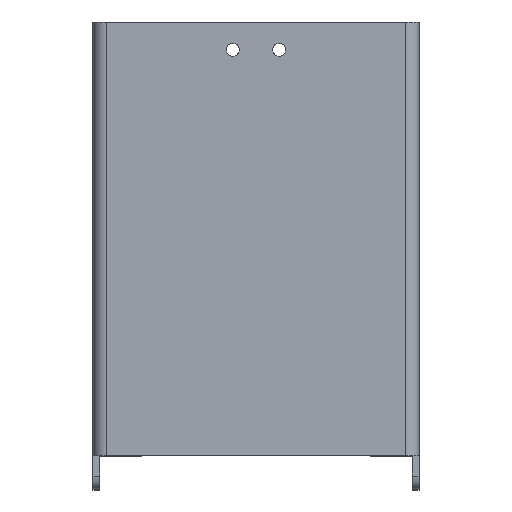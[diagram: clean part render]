
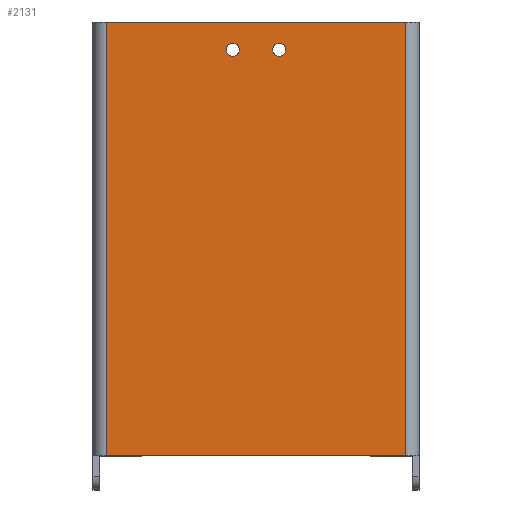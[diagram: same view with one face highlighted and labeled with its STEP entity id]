
A CAD part, top view. The second image highlights one B-rep face of the part: STEP entity #2131.
In plain terms, the highlighted planar face has unit normal (0, 0, 1).
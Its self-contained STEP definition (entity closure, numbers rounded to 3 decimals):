
#23=FACE_BOUND('',#380,.T.);
#24=FACE_BOUND('',#381,.T.);
#43=CIRCLE('',#2196,1.55);
#45=CIRCLE('',#2199,1.55);
#257=FACE_OUTER_BOUND('',#379,.T.);
#379=EDGE_LOOP('',(#1791,#1792,#1793,#1794));
#380=EDGE_LOOP('',(#1795));
#381=EDGE_LOOP('',(#1796));
#602=LINE('',#3560,#818);
#603=LINE('',#3563,#819);
#604=LINE('',#3565,#820);
#605=LINE('',#3566,#821);
#818=VECTOR('',#2910,10.);
#819=VECTOR('',#2913,10.);
#820=VECTOR('',#2914,10.);
#821=VECTOR('',#2915,10.);
#873=VERTEX_POINT('',#3095);
#875=VERTEX_POINT('',#3101);
#1030=VERTEX_POINT('',#3556);
#1031=VERTEX_POINT('',#3558);
#1032=VERTEX_POINT('',#3562);
#1033=VERTEX_POINT('',#3564);
#1083=EDGE_CURVE('',#873,#873,#43,.T.);
#1086=EDGE_CURVE('',#875,#875,#45,.T.);
#1314=EDGE_CURVE('',#1031,#1030,#602,.T.);
#1315=EDGE_CURVE('',#1032,#1031,#603,.T.);
#1316=EDGE_CURVE('',#1033,#1032,#604,.T.);
#1317=EDGE_CURVE('',#1030,#1033,#605,.T.);
#1791=ORIENTED_EDGE('',*,*,#1314,.F.);
#1792=ORIENTED_EDGE('',*,*,#1315,.F.);
#1793=ORIENTED_EDGE('',*,*,#1316,.F.);
#1794=ORIENTED_EDGE('',*,*,#1317,.F.);
#1795=ORIENTED_EDGE('',*,*,#1083,.T.);
#1796=ORIENTED_EDGE('',*,*,#1086,.T.);
#2023=PLANE('',#2341);
#2131=ADVANCED_FACE('',(#257,#23,#24),#2023,.T.);
#2196=AXIS2_PLACEMENT_3D('',#3096,#2459,#2460);
#2199=AXIS2_PLACEMENT_3D('',#3102,#2466,#2467);
#2341=AXIS2_PLACEMENT_3D('',#3561,#2911,#2912);
#2459=DIRECTION('center_axis',(0.,0.,-1.));
#2460=DIRECTION('ref_axis',(1.,0.,0.));
#2466=DIRECTION('center_axis',(0.,0.,-1.));
#2467=DIRECTION('ref_axis',(1.,0.,0.));
#2910=DIRECTION('',(0.,-1.,0.));
#2911=DIRECTION('center_axis',(0.,0.,1.));
#2912=DIRECTION('ref_axis',(-1.,0.,0.));
#2913=DIRECTION('',(1.,0.,0.));
#2914=DIRECTION('',(0.,1.,0.));
#2915=DIRECTION('',(-1.,0.,0.));
#3095=CARTESIAN_POINT('',(121.525,373.4,79.));
#3096=CARTESIAN_POINT('Origin',(123.075,373.4,79.));
#3101=CARTESIAN_POINT('',(132.525,373.4,79.));
#3102=CARTESIAN_POINT('Origin',(134.075,373.4,79.));
#3556=CARTESIAN_POINT('',(164.1,277.,79.));
#3558=CARTESIAN_POINT('',(164.1,380.,79.));
#3560=CARTESIAN_POINT('',(164.1,380.,79.));
#3561=CARTESIAN_POINT('Origin',(165.7,380.,79.));
#3562=CARTESIAN_POINT('',(93.05,380.,79.));
#3563=CARTESIAN_POINT('',(91.45,380.,79.));
#3564=CARTESIAN_POINT('',(93.05,277.,79.));
#3565=CARTESIAN_POINT('',(93.05,380.,79.));
#3566=CARTESIAN_POINT('',(91.45,277.,79.));
